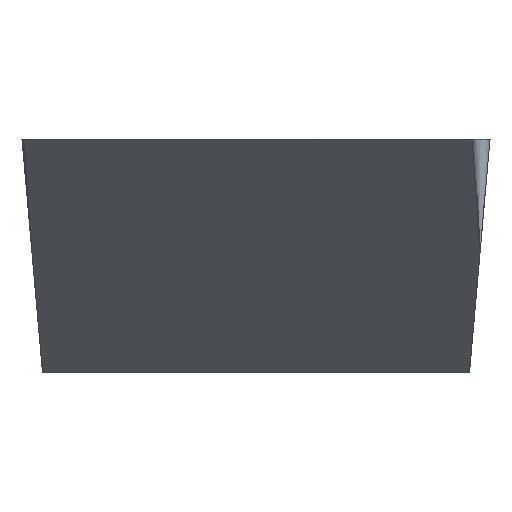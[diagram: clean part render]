
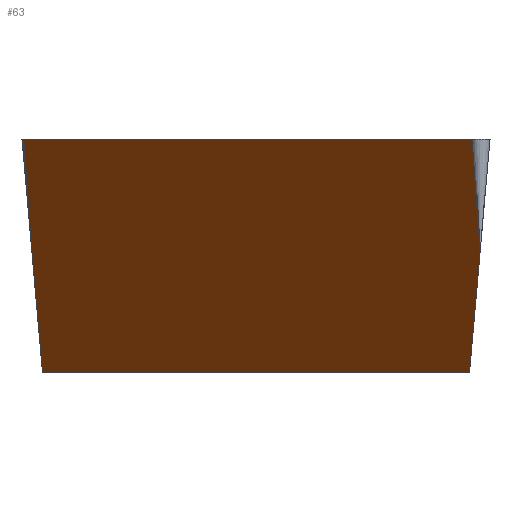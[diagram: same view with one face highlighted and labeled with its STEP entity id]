
A CAD part, left-side view. The second image highlights one B-rep face of the part: STEP entity #63.
In plain terms, the highlighted planar face has unit normal (-0.571, 0.816, -0.087).
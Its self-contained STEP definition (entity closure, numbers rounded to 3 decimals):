
#47=FACE_OUTER_BOUND('',#91,.T.);
#63=ADVANCED_FACE('',(#47),#78,.T.);
#78=PLANE('',#430);
#91=EDGE_LOOP('',(#131,#132,#133,#134,#135,#136));
#131=ORIENTED_EDGE('',*,*,#225,.T.);
#132=ORIENTED_EDGE('',*,*,#232,.T.);
#133=ORIENTED_EDGE('',*,*,#214,.T.);
#134=ORIENTED_EDGE('',*,*,#233,.T.);
#135=ORIENTED_EDGE('',*,*,#234,.T.);
#136=ORIENTED_EDGE('',*,*,#229,.T.);
#188=VERTEX_POINT('',#586);
#189=VERTEX_POINT('',#588);
#197=VERTEX_POINT('',#608);
#198=VERTEX_POINT('',#610);
#200=VERTEX_POINT('',#615);
#203=VERTEX_POINT('',#625);
#214=EDGE_CURVE('',#189,#188,#315,.T.);
#225=EDGE_CURVE('',#198,#197,#321,.T.);
#229=EDGE_CURVE('',#200,#198,#325,.T.);
#232=EDGE_CURVE('',#197,#189,#326,.T.);
#233=EDGE_CURVE('',#188,#203,#327,.T.);
#234=EDGE_CURVE('',#203,#200,#328,.T.);
#315=LINE('',#587,#343);
#321=LINE('',#609,#349);
#325=LINE('',#617,#353);
#326=LINE('',#623,#354);
#327=LINE('',#624,#355);
#328=LINE('',#626,#356);
#343=VECTOR('',#480,1.);
#349=VECTOR('',#500,1.);
#353=VECTOR('',#506,1.);
#354=VECTOR('',#513,1.);
#355=VECTOR('',#514,1.);
#356=VECTOR('',#515,1.);
#430=AXIS2_PLACEMENT_3D('',#627,#516,#517);
#480=DIRECTION('',(0.819,0.574,0.));
#500=DIRECTION('',(-0.266,-0.084,0.96));
#506=DIRECTION('',(-0.819,-0.574,0.));
#513=DIRECTION('',(-0.05,0.071,0.996));
#514=DIRECTION('',(0.05,-0.071,-0.996));
#515=DIRECTION('',(0.027,-0.087,-0.996));
#516=DIRECTION('',(-0.571,0.816,-0.087));
#517=DIRECTION('',(0.819,0.574,0.));
#586=CARTESIAN_POINT('',(-1.553,4.726,0.));
#587=CARTESIAN_POINT('',(-14.585,-4.399,0.));
#588=CARTESIAN_POINT('',(-14.585,-4.399,0.));
#608=CARTESIAN_POINT('',(-14.47,-4.563,-2.286));
#609=CARTESIAN_POINT('',(-13.784,-4.346,-4.76));
#610=CARTESIAN_POINT('',(-13.784,-4.346,-4.76));
#615=CARTESIAN_POINT('',(-1.37,4.346,-4.76));
#617=CARTESIAN_POINT('',(-1.37,4.346,-4.76));
#623=CARTESIAN_POINT('',(-14.47,-4.563,-2.286));
#624=CARTESIAN_POINT('',(-1.553,4.726,0.));
#625=CARTESIAN_POINT('',(-1.439,4.562,-2.286));
#626=CARTESIAN_POINT('',(-1.439,4.562,-2.286));
#627=CARTESIAN_POINT('',(-0.636,5.369,0.));
